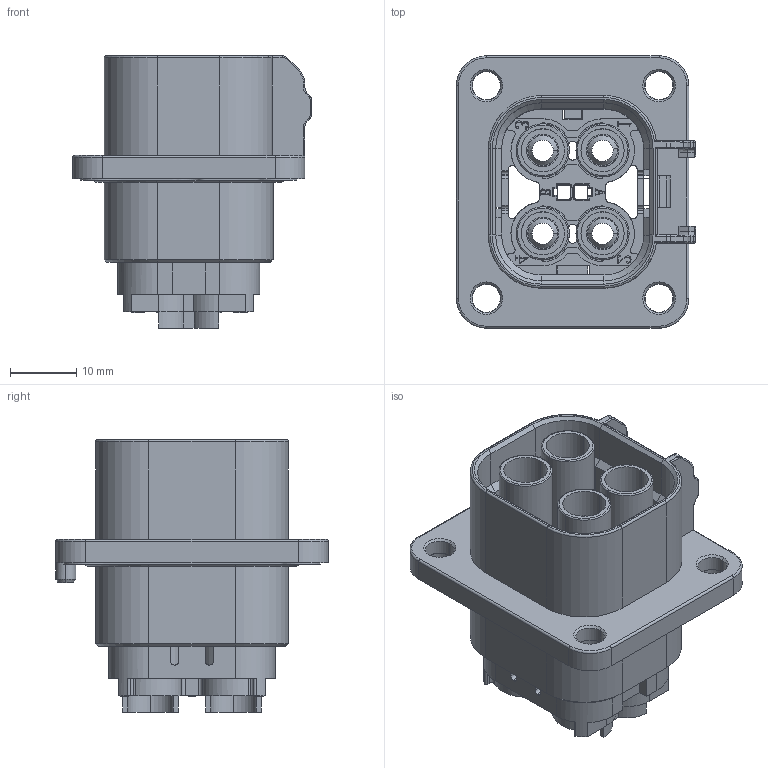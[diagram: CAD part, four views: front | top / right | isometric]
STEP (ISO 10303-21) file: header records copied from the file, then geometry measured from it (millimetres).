
FILE_DESCRIPTION (( 'STEP AP214' ), '1' );
FILE_NAME ('YG1092A脣釱杅耀.STEP', '2019-10-24T02:53:11', ( 'yongguiuser' ), ( 'sichuanyongguikeji' ), 'SwSTEP 2.0', 'SolidWorks 2018', '' );
FILE_SCHEMA (( 'AUTOMOTIVE_DESIGN' ));
Length unit declared in the file: millimetre
Products named in the file (1): YG1092A脣釱杅耀
Bounding box: 36 x 41 x 41 mm (x, y, z)
Surface area: 17211.6 mm2 (no closed solid volume)
Topology: 0 solids, 15 shells, 613 faces, 1831 edges, 1202 vertices
Faces by surface type: cylinder 249, plane 223, torus 54, bspline 51, cone 32, sphere 4
Entity records: 29732 total; most frequent: CARTESIAN_POINT 6576, DIRECTION 3430, ORIENTED_EDGE 3296, EDGE_CURVE 1827, VERTEX_POINT 1202, AXIS2_PLACEMENT_3D 1186, LINE 1058, VECTOR 1058
